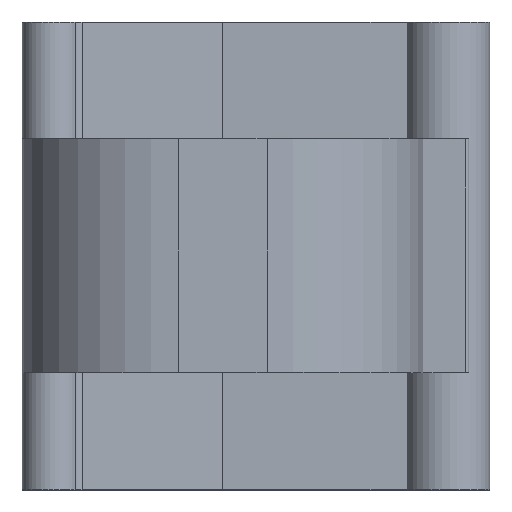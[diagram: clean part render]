
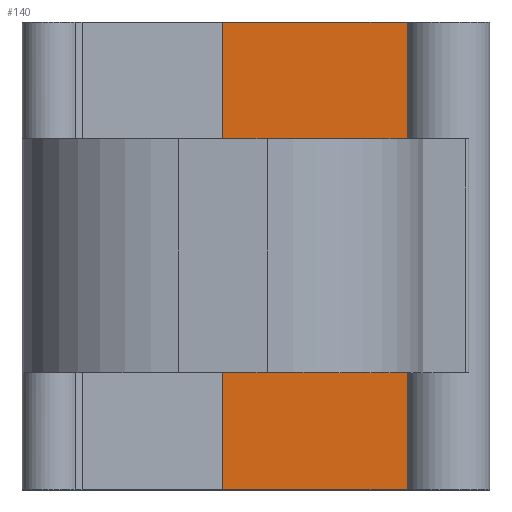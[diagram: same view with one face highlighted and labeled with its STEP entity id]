
A CAD part, top view. The second image highlights one B-rep face of the part: STEP entity #140.
In plain terms, the highlighted planar face has unit normal (0, 0, 1).
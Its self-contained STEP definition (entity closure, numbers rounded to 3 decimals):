
#140 = ADVANCED_FACE( '', ( #270 ), #271, .F. );
#270 = FACE_OUTER_BOUND( '', #407, .T. );
#271 = PLANE( '', #408 );
#407 = EDGE_LOOP( '', ( #590, #591, #592, #593 ) );
#408 = AXIS2_PLACEMENT_3D( '', #594, #595, #596 );
#590 = ORIENTED_EDGE( '', *, *, #938, .T. );
#591 = ORIENTED_EDGE( '', *, *, #939, .F. );
#592 = ORIENTED_EDGE( '', *, *, #912, .F. );
#593 = ORIENTED_EDGE( '', *, *, #940, .T. );
#594 = CARTESIAN_POINT( '', ( 8.2, -12.7, 1.7 ) );
#595 = DIRECTION( '', ( 0., 0., -1. ) );
#596 = DIRECTION( '', ( -1., 0., 0. ) );
#912 = EDGE_CURVE( '', #1076, #1078, #1079, .T. );
#938 = EDGE_CURVE( '', #1124, #1125, #1126, .T. );
#939 = EDGE_CURVE( '', #1078, #1125, #1127, .T. );
#940 = EDGE_CURVE( '', #1076, #1124, #1128, .T. );
#1076 = VERTEX_POINT( '', #1309 );
#1078 = VERTEX_POINT( '', #1311 );
#1079 = LINE( '', #1312, #1313 );
#1124 = VERTEX_POINT( '', #1369 );
#1125 = VERTEX_POINT( '', #1370 );
#1126 = LINE( '', #1371, #1372 );
#1127 = LINE( '', #1373, #1374 );
#1128 = LINE( '', #1375, #1376 );
#1309 = CARTESIAN_POINT( '', ( 8.2, -12.7, 1.7 ) );
#1311 = CARTESIAN_POINT( '', ( -1.8, -12.7, 1.7 ) );
#1312 = CARTESIAN_POINT( '', ( 8.2, -12.7, 1.7 ) );
#1313 = VECTOR( '', #1572, 1000. );
#1369 = CARTESIAN_POINT( '', ( 8.2, 12.7, 1.7 ) );
#1370 = CARTESIAN_POINT( '', ( -1.8, 12.7, 1.7 ) );
#1371 = CARTESIAN_POINT( '', ( 8.2, 12.7, 1.7 ) );
#1372 = VECTOR( '', #1617, 1000. );
#1373 = CARTESIAN_POINT( '', ( -1.8, -12.7, 1.7 ) );
#1374 = VECTOR( '', #1618, 1000. );
#1375 = CARTESIAN_POINT( '', ( 8.2, -12.7, 1.7 ) );
#1376 = VECTOR( '', #1619, 1000. );
#1572 = DIRECTION( '', ( -1., 0., 0. ) );
#1617 = DIRECTION( '', ( -1., 0., 0. ) );
#1618 = DIRECTION( '', ( 0., 1., 0. ) );
#1619 = DIRECTION( '', ( 0., 1., 0. ) );
